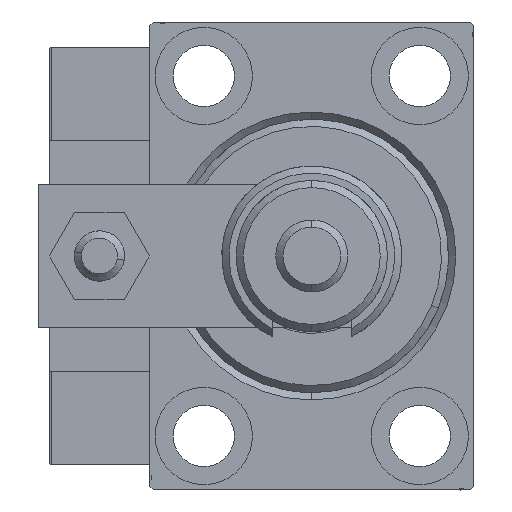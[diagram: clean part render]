
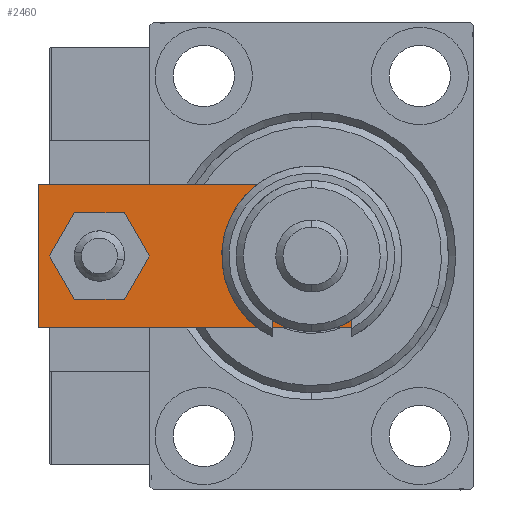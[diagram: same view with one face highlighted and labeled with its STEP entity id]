
A CAD part, left-side view. The second image highlights one B-rep face of the part: STEP entity #2460.
In plain terms, the highlighted face is planar.
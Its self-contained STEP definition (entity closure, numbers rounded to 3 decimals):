
#241 = EDGE_CURVE ( 'NONE', #10939, #21885, #50822, .T. ) ;
#526 = CARTESIAN_POINT ( 'NONE',  ( 0., 0., 6. ) ) ;
#737 = DIRECTION ( 'NONE',  ( 1., 0., 0. ) ) ;
#1474 = EDGE_CURVE ( 'NONE', #6455, #47291, #1631, .T. ) ;
#1631 = CIRCLE ( 'NONE', #38829, 4. ) ;
#2460 = ADVANCED_FACE ( 'NONE', ( #7853, #20848, #49782 ), #12725, .T. ) ;
#2741 = DIRECTION ( 'NONE',  ( 1., 0., 0. ) ) ;
#3045 = CIRCLE ( 'NONE', #30684, 4. ) ;
#3184 = DIRECTION ( 'NONE',  ( 0.707, -0.707, 0. ) ) ;
#3961 = DIRECTION ( 'NONE',  ( 0.707, 0.707, 0. ) ) ;
#4662 = EDGE_CURVE ( 'NONE', #21885, #45655, #52875, .T. ) ;
#5319 = EDGE_LOOP ( 'NONE', ( #40254, #30362 ) ) ;
#5381 = ORIENTED_EDGE ( 'NONE', *, *, #241, .T. ) ;
#6016 = AXIS2_PLACEMENT_3D ( 'NONE', #526, #45723, #41678 ) ;
#6455 = VERTEX_POINT ( 'NONE', #23407 ) ;
#7712 = CARTESIAN_POINT ( 'NONE',  ( -7.25, 10., 6. ) ) ;
#7853 = FACE_BOUND ( 'NONE', #17603, .T. ) ;
#8264 = DIRECTION ( 'NONE',  ( 1., 0., 0. ) ) ;
#8366 = EDGE_CURVE ( 'NONE', #18827, #11503, #25159, .T. ) ;
#9670 = EDGE_CURVE ( 'NONE', #15468, #10939, #41049, .T. ) ;
#10878 = LINE ( 'NONE', #39558, #25029 ) ;
#10939 = VERTEX_POINT ( 'NONE', #51173 ) ;
#11036 = VERTEX_POINT ( 'NONE', #45933 ) ;
#11326 = LINE ( 'NONE', #39480, #16167 ) ;
#11503 = VERTEX_POINT ( 'NONE', #7712 ) ;
#11577 = ORIENTED_EDGE ( 'NONE', *, *, #1474, .F. ) ;
#11747 = DIRECTION ( 'NONE',  ( -1., 0., 0. ) ) ;
#12240 = DIRECTION ( 'NONE',  ( 0., 0., 1. ) ) ;
#12725 = PLANE ( 'NONE',  #6016 ) ;
#14155 = EDGE_CURVE ( 'NONE', #47291, #6455, #3045, .T. ) ;
#14826 = VECTOR ( 'NONE', #20113, 1000. ) ;
#15468 = VERTEX_POINT ( 'NONE', #31076 ) ;
#15800 = ORIENTED_EDGE ( 'NONE', *, *, #9670, .T. ) ;
#16042 = ORIENTED_EDGE ( 'NONE', *, *, #24836, .T. ) ;
#16160 = CARTESIAN_POINT ( 'NONE',  ( 2.88, -2.88, 6. ) ) ;
#16167 = VECTOR ( 'NONE', #3184, 1000. ) ;
#16301 = DIRECTION ( 'NONE',  ( 1., 0., 0. ) ) ;
#16387 = VECTOR ( 'NONE', #11747, 1000. ) ;
#17603 = EDGE_LOOP ( 'NONE', ( #18569, #11577 ) ) ;
#18569 = ORIENTED_EDGE ( 'NONE', *, *, #14155, .F. ) ;
#18827 = VERTEX_POINT ( 'NONE', #30569 ) ;
#19791 = CARTESIAN_POINT ( 'NONE',  ( -5.76, 0., 6. ) ) ;
#20056 = VECTOR ( 'NONE', #3961, 1000. ) ;
#20113 = DIRECTION ( 'NONE',  ( 1., 0., 0. ) ) ;
#20374 = ORIENTED_EDGE ( 'NONE', *, *, #47301, .T. ) ;
#20809 = CARTESIAN_POINT ( 'NONE',  ( 10., 48., 6. ) ) ;
#20848 = FACE_OUTER_BOUND ( 'NONE', #26283, .T. ) ;
#21885 = VERTEX_POINT ( 'NONE', #20809 ) ;
#23407 = CARTESIAN_POINT ( 'NONE',  ( 4., 39.5, 6. ) ) ;
#24836 = EDGE_CURVE ( 'NONE', #11036, #33013, #11326, .T. ) ;
#24958 = VECTOR ( 'NONE', #38145, 1000. ) ;
#25029 = VECTOR ( 'NONE', #30902, 1000. ) ;
#25159 = CIRCLE ( 'NONE', #38136, 7.25 ) ;
#26085 = ORIENTED_EDGE ( 'NONE', *, *, #32843, .T. ) ;
#26283 = EDGE_LOOP ( 'NONE', ( #26085, #16042, #20374, #15800, #5381, #31157 ) ) ;
#26543 = CARTESIAN_POINT ( 'NONE',  ( -10., 48., 6. ) ) ;
#27951 = CARTESIAN_POINT ( 'NONE',  ( -10., 0., 6. ) ) ;
#28577 = CARTESIAN_POINT ( 'NONE',  ( 0., 39.5, 6. ) ) ;
#30362 = ORIENTED_EDGE ( 'NONE', *, *, #8366, .F. ) ;
#30569 = CARTESIAN_POINT ( 'NONE',  ( 7.25, 10., 6. ) ) ;
#30684 = AXIS2_PLACEMENT_3D ( 'NONE', #49031, #12240, #16301 ) ;
#30902 = DIRECTION ( 'NONE',  ( 0., -1., 0. ) ) ;
#31076 = CARTESIAN_POINT ( 'NONE',  ( 5.76, 0., 6. ) ) ;
#31157 = ORIENTED_EDGE ( 'NONE', *, *, #4662, .T. ) ;
#32843 = EDGE_CURVE ( 'NONE', #45655, #11036, #10878, .T. ) ;
#33013 = VERTEX_POINT ( 'NONE', #19791 ) ;
#34617 = CIRCLE ( 'NONE', #35472, 7.25 ) ;
#35472 = AXIS2_PLACEMENT_3D ( 'NONE', #48479, #47690, #2741 ) ;
#36973 = DIRECTION ( 'NONE',  ( 0., 0., 1. ) ) ;
#38136 = AXIS2_PLACEMENT_3D ( 'NONE', #46742, #42428, #737 ) ;
#38145 = DIRECTION ( 'NONE',  ( 0., 1., 0. ) ) ;
#38829 = AXIS2_PLACEMENT_3D ( 'NONE', #28577, #36973, #8264 ) ;
#38936 = CARTESIAN_POINT ( 'NONE',  ( 10., 0., 6. ) ) ;
#39480 = CARTESIAN_POINT ( 'NONE',  ( -2.88, -2.88, 6. ) ) ;
#39558 = CARTESIAN_POINT ( 'NONE',  ( -10., 48., 6. ) ) ;
#40254 = ORIENTED_EDGE ( 'NONE', *, *, #49411, .F. ) ;
#41049 = LINE ( 'NONE', #16160, #20056 ) ;
#41678 = DIRECTION ( 'NONE',  ( 1., 0., 0. ) ) ;
#42428 = DIRECTION ( 'NONE',  ( 0., 0., 1. ) ) ;
#42865 = LINE ( 'NONE', #27951, #14826 ) ;
#45655 = VERTEX_POINT ( 'NONE', #26543 ) ;
#45723 = DIRECTION ( 'NONE',  ( 0., 0., 1. ) ) ;
#45933 = CARTESIAN_POINT ( 'NONE',  ( -10., 4.24, 6. ) ) ;
#46742 = CARTESIAN_POINT ( 'NONE',  ( 0., 10., 6. ) ) ;
#46914 = CARTESIAN_POINT ( 'NONE',  ( -4., 39.5, 6. ) ) ;
#47291 = VERTEX_POINT ( 'NONE', #46914 ) ;
#47301 = EDGE_CURVE ( 'NONE', #33013, #15468, #42865, .T. ) ;
#47690 = DIRECTION ( 'NONE',  ( 0., 0., 1. ) ) ;
#48479 = CARTESIAN_POINT ( 'NONE',  ( 0., 10., 6. ) ) ;
#48807 = CARTESIAN_POINT ( 'NONE',  ( 10., 48., 6. ) ) ;
#49031 = CARTESIAN_POINT ( 'NONE',  ( 0., 39.5, 6. ) ) ;
#49411 = EDGE_CURVE ( 'NONE', #11503, #18827, #34617, .T. ) ;
#49782 = FACE_BOUND ( 'NONE', #5319, .T. ) ;
#50822 = LINE ( 'NONE', #38936, #24958 ) ;
#51173 = CARTESIAN_POINT ( 'NONE',  ( 10., 4.24, 6. ) ) ;
#52875 = LINE ( 'NONE', #48807, #16387 ) ;
